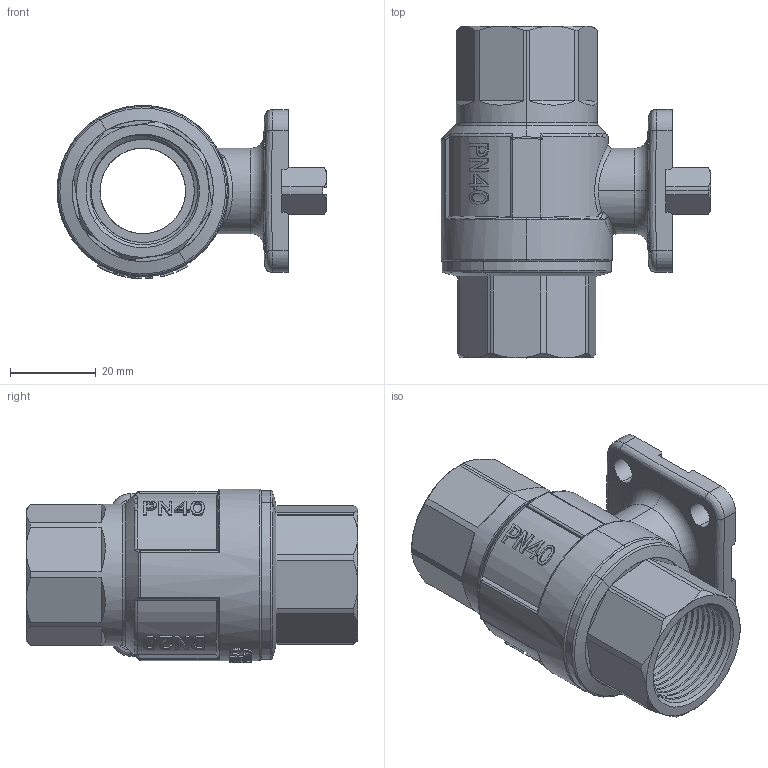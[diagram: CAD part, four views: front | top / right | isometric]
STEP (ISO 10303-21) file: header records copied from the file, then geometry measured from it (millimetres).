
FILE_DESCRIPTION (( 'STEP AP214' ), '1' );
FILE_NAME ('DN20.STEP', '2023-11-13T08:54:54', ( '' ), ( '' ), 'SwSTEP 2.0', 'SolidWorks 2018', '' );
FILE_SCHEMA (( 'AUTOMOTIVE_DESIGN' ));
Length unit declared in the file: millimetre
Products named in the file (1): DN20
Bounding box: 63 x 77.5 x 40.5 mm (x, y, z)
Volume: 53808.9 mm3; surface area: 21258.6 mm2
Topology: 1 solids, 1 shells, 462 faces, 1203 edges, 773 vertices
Faces by surface type: plane 189, bspline 97, cylinder 94, cone 51, torus 21, sphere 10
Entity records: 41640 total; most frequent: CARTESIAN_POINT 26163, ORIENTED_EDGE 2406, DIRECTION 1810, EDGE_CURVE 1203, VERTEX_POINT 773, AXIS2_PLACEMENT_3D 708, EDGE_LOOP 502, UNCERTAINTY_MEASURE_WITH_UNIT 464
